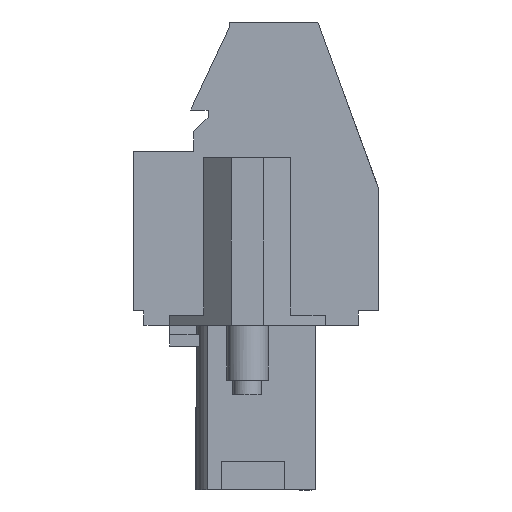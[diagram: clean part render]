
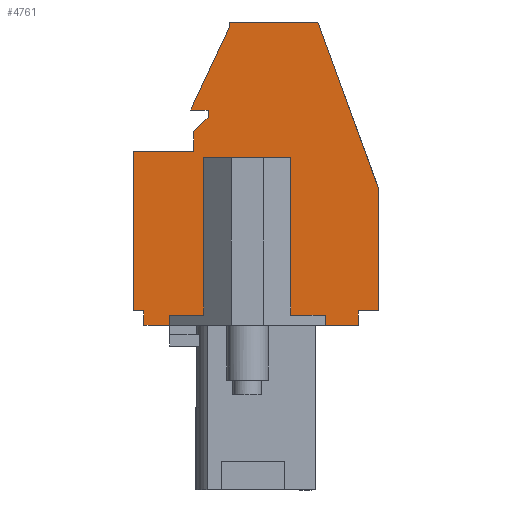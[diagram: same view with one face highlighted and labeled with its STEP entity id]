
A CAD part, left-side view. The second image highlights one B-rep face of the part: STEP entity #4761.
In plain terms, the highlighted planar face has unit normal (-1, 0, 0).
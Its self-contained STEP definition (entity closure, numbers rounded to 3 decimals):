
#1799=AXIS2_PLACEMENT_3D('Plane Axis2P3D',#1796,#1797,#1798) ;
#107=CARTESIAN_POINT('Line Origine',(3.47,1.782,7.95)) ;
#111=CARTESIAN_POINT('Vertex',(3.47,2.58,7.95)) ;
#113=CARTESIAN_POINT('Vertex',(3.47,0.983,7.95)) ;
#148=CARTESIAN_POINT('Vertex',(3.47,10.08,7.95)) ;
#151=CARTESIAN_POINT('Line Origine',(3.47,10.705,7.95)) ;
#155=CARTESIAN_POINT('Vertex',(3.47,11.33,7.95)) ;
#1796=CARTESIAN_POINT('Axis2P3D Location',(3.47,0.,0.)) ;
#4617=CARTESIAN_POINT('Line Origine',(3.47,0.983,8.3)) ;
#4621=CARTESIAN_POINT('Vertex',(3.47,0.983,8.65)) ;
#4624=CARTESIAN_POINT('Line Origine',(3.47,0.492,8.65)) ;
#4628=CARTESIAN_POINT('Vertex',(3.47,0.,8.65)) ;
#4631=CARTESIAN_POINT('Line Origine',(3.47,0.,11.611)) ;
#4635=CARTESIAN_POINT('Vertex',(3.47,0.,14.572)) ;
#4638=CARTESIAN_POINT('Line Origine',(3.47,1.461,18.586)) ;
#4642=CARTESIAN_POINT('Vertex',(3.47,2.922,22.6)) ;
#4645=CARTESIAN_POINT('Line Origine',(3.47,5.052,22.6)) ;
#4649=CARTESIAN_POINT('Vertex',(3.47,7.181,22.6)) ;
#4652=CARTESIAN_POINT('Line Origine',(3.47,7.181,22.5)) ;
#4656=CARTESIAN_POINT('Vertex',(3.47,7.181,22.4)) ;
#4659=CARTESIAN_POINT('Line Origine',(3.47,8.126,20.375)) ;
#4663=CARTESIAN_POINT('Vertex',(3.47,9.07,18.35)) ;
#4666=CARTESIAN_POINT('Line Origine',(3.47,8.65,18.35)) ;
#4670=CARTESIAN_POINT('Vertex',(3.47,8.23,18.35)) ;
#4673=CARTESIAN_POINT('Line Origine',(3.47,8.23,18.175)) ;
#4677=CARTESIAN_POINT('Vertex',(3.47,8.23,18.)) ;
#4680=CARTESIAN_POINT('Line Origine',(3.47,8.58,17.65)) ;
#4684=CARTESIAN_POINT('Vertex',(3.47,8.93,17.3)) ;
#4687=CARTESIAN_POINT('Line Origine',(3.47,8.93,16.825)) ;
#4691=CARTESIAN_POINT('Vertex',(3.47,8.93,16.35)) ;
#4694=CARTESIAN_POINT('Line Origine',(3.47,10.38,16.35)) ;
#4698=CARTESIAN_POINT('Vertex',(3.47,11.83,16.35)) ;
#4701=CARTESIAN_POINT('Line Origine',(3.47,11.83,12.5)) ;
#4705=CARTESIAN_POINT('Vertex',(3.47,11.83,8.65)) ;
#4708=CARTESIAN_POINT('Line Origine',(3.47,11.58,8.65)) ;
#4712=CARTESIAN_POINT('Vertex',(3.47,11.33,8.65)) ;
#4715=CARTESIAN_POINT('Line Origine',(3.47,11.33,8.3)) ;
#4720=CARTESIAN_POINT('Line Origine',(3.47,10.08,8.2)) ;
#4724=CARTESIAN_POINT('Vertex',(3.47,10.08,8.45)) ;
#4727=CARTESIAN_POINT('Line Origine',(3.47,6.33,8.45)) ;
#4731=CARTESIAN_POINT('Vertex',(3.47,2.58,8.45)) ;
#4734=CARTESIAN_POINT('Line Origine',(3.47,2.58,8.2)) ;
#108=DIRECTION('Vector Direction',(0.,-1.,0.)) ;
#152=DIRECTION('Vector Direction',(0.,-1.,0.)) ;
#1797=DIRECTION('Axis2P3D Direction',(-1.,0.,0.)) ;
#1798=DIRECTION('Axis2P3D XDirection',(0.,0.,1.)) ;
#4618=DIRECTION('Vector Direction',(0.,0.,1.)) ;
#4625=DIRECTION('Vector Direction',(0.,-1.,0.)) ;
#4632=DIRECTION('Vector Direction',(0.,0.,1.)) ;
#4639=DIRECTION('Vector Direction',(0.,-0.342,-0.94)) ;
#4646=DIRECTION('Vector Direction',(0.,-1.,0.)) ;
#4653=DIRECTION('Vector Direction',(0.,0.,1.)) ;
#4660=DIRECTION('Vector Direction',(0.,-0.423,0.906)) ;
#4667=DIRECTION('Vector Direction',(0.,1.,0.)) ;
#4674=DIRECTION('Vector Direction',(0.,0.,1.)) ;
#4681=DIRECTION('Vector Direction',(0.,-0.707,0.707)) ;
#4688=DIRECTION('Vector Direction',(0.,0.,1.)) ;
#4695=DIRECTION('Vector Direction',(0.,-1.,0.)) ;
#4702=DIRECTION('Vector Direction',(0.,0.,1.)) ;
#4709=DIRECTION('Vector Direction',(0.,1.,0.)) ;
#4716=DIRECTION('Vector Direction',(0.,0.,-1.)) ;
#4721=DIRECTION('Vector Direction',(0.,0.,1.)) ;
#4728=DIRECTION('Vector Direction',(0.,1.,0.)) ;
#4735=DIRECTION('Vector Direction',(0.,0.,1.)) ;
#109=VECTOR('Line Direction',#108,1.) ;
#153=VECTOR('Line Direction',#152,1.) ;
#4619=VECTOR('Line Direction',#4618,1.) ;
#4626=VECTOR('Line Direction',#4625,1.) ;
#4633=VECTOR('Line Direction',#4632,1.) ;
#4640=VECTOR('Line Direction',#4639,1.) ;
#4647=VECTOR('Line Direction',#4646,1.) ;
#4654=VECTOR('Line Direction',#4653,1.) ;
#4661=VECTOR('Line Direction',#4660,1.) ;
#4668=VECTOR('Line Direction',#4667,1.) ;
#4675=VECTOR('Line Direction',#4674,1.) ;
#4682=VECTOR('Line Direction',#4681,1.) ;
#4689=VECTOR('Line Direction',#4688,1.) ;
#4696=VECTOR('Line Direction',#4695,1.) ;
#4703=VECTOR('Line Direction',#4702,1.) ;
#4710=VECTOR('Line Direction',#4709,1.) ;
#4717=VECTOR('Line Direction',#4716,1.) ;
#4722=VECTOR('Line Direction',#4721,1.) ;
#4729=VECTOR('Line Direction',#4728,1.) ;
#4736=VECTOR('Line Direction',#4735,1.) ;
#4740=ORIENTED_EDGE('',*,*,#115,.T.) ;
#4741=ORIENTED_EDGE('',*,*,#4623,.T.) ;
#4742=ORIENTED_EDGE('',*,*,#4630,.T.) ;
#4743=ORIENTED_EDGE('',*,*,#4637,.T.) ;
#4744=ORIENTED_EDGE('',*,*,#4644,.T.) ;
#4745=ORIENTED_EDGE('',*,*,#4651,.T.) ;
#4746=ORIENTED_EDGE('',*,*,#4658,.T.) ;
#4747=ORIENTED_EDGE('',*,*,#4665,.T.) ;
#4748=ORIENTED_EDGE('',*,*,#4672,.T.) ;
#4749=ORIENTED_EDGE('',*,*,#4679,.T.) ;
#4750=ORIENTED_EDGE('',*,*,#4686,.T.) ;
#4751=ORIENTED_EDGE('',*,*,#4693,.T.) ;
#4752=ORIENTED_EDGE('',*,*,#4700,.T.) ;
#4753=ORIENTED_EDGE('',*,*,#4707,.T.) ;
#4754=ORIENTED_EDGE('',*,*,#4714,.T.) ;
#4755=ORIENTED_EDGE('',*,*,#4719,.T.) ;
#4756=ORIENTED_EDGE('',*,*,#157,.T.) ;
#4757=ORIENTED_EDGE('',*,*,#4726,.T.) ;
#4758=ORIENTED_EDGE('',*,*,#4733,.F.) ;
#4759=ORIENTED_EDGE('',*,*,#4738,.F.) ;
#4761=ADVANCED_FACE('HOUSING',(#4760),#1800,.T.) ;
#115=EDGE_CURVE('',#112,#114,#110,.T.) ;
#157=EDGE_CURVE('',#156,#149,#154,.T.) ;
#4623=EDGE_CURVE('',#114,#4622,#4620,.T.) ;
#4630=EDGE_CURVE('',#4622,#4629,#4627,.T.) ;
#4637=EDGE_CURVE('',#4629,#4636,#4634,.T.) ;
#4644=EDGE_CURVE('',#4636,#4643,#4641,.F.) ;
#4651=EDGE_CURVE('',#4643,#4650,#4648,.F.) ;
#4658=EDGE_CURVE('',#4650,#4657,#4655,.F.) ;
#4665=EDGE_CURVE('',#4657,#4664,#4662,.F.) ;
#4672=EDGE_CURVE('',#4664,#4671,#4669,.F.) ;
#4679=EDGE_CURVE('',#4671,#4678,#4676,.F.) ;
#4686=EDGE_CURVE('',#4678,#4685,#4683,.F.) ;
#4693=EDGE_CURVE('',#4685,#4692,#4690,.F.) ;
#4700=EDGE_CURVE('',#4692,#4699,#4697,.F.) ;
#4707=EDGE_CURVE('',#4699,#4706,#4704,.F.) ;
#4714=EDGE_CURVE('',#4706,#4713,#4711,.F.) ;
#4719=EDGE_CURVE('',#4713,#156,#4718,.T.) ;
#4726=EDGE_CURVE('',#149,#4725,#4723,.T.) ;
#4733=EDGE_CURVE('',#4732,#4725,#4730,.T.) ;
#4738=EDGE_CURVE('',#112,#4732,#4737,.T.) ;
#4739=EDGE_LOOP('',(#4740,#4741,#4742,#4743,#4744,#4745,#4746,#4747,#4748,#4749,#4750,#4751,#4752,#4753,#4754,#4755,#4756,#4757,#4758,#4759)) ;
#4760=FACE_OUTER_BOUND('',#4739,.T.) ;
#110=LINE('Line',#107,#109) ;
#154=LINE('Line',#151,#153) ;
#4620=LINE('Line',#4617,#4619) ;
#4627=LINE('Line',#4624,#4626) ;
#4634=LINE('Line',#4631,#4633) ;
#4641=LINE('Line',#4638,#4640) ;
#4648=LINE('Line',#4645,#4647) ;
#4655=LINE('Line',#4652,#4654) ;
#4662=LINE('Line',#4659,#4661) ;
#4669=LINE('Line',#4666,#4668) ;
#4676=LINE('Line',#4673,#4675) ;
#4683=LINE('Line',#4680,#4682) ;
#4690=LINE('Line',#4687,#4689) ;
#4697=LINE('Line',#4694,#4696) ;
#4704=LINE('Line',#4701,#4703) ;
#4711=LINE('Line',#4708,#4710) ;
#4718=LINE('Line',#4715,#4717) ;
#4723=LINE('Line',#4720,#4722) ;
#4730=LINE('Line',#4727,#4729) ;
#4737=LINE('Line',#4734,#4736) ;
#1800=PLANE('',#1799) ;
#112=VERTEX_POINT('',#111) ;
#114=VERTEX_POINT('',#113) ;
#149=VERTEX_POINT('',#148) ;
#156=VERTEX_POINT('',#155) ;
#4622=VERTEX_POINT('',#4621) ;
#4629=VERTEX_POINT('',#4628) ;
#4636=VERTEX_POINT('',#4635) ;
#4643=VERTEX_POINT('',#4642) ;
#4650=VERTEX_POINT('',#4649) ;
#4657=VERTEX_POINT('',#4656) ;
#4664=VERTEX_POINT('',#4663) ;
#4671=VERTEX_POINT('',#4670) ;
#4678=VERTEX_POINT('',#4677) ;
#4685=VERTEX_POINT('',#4684) ;
#4692=VERTEX_POINT('',#4691) ;
#4699=VERTEX_POINT('',#4698) ;
#4706=VERTEX_POINT('',#4705) ;
#4713=VERTEX_POINT('',#4712) ;
#4725=VERTEX_POINT('',#4724) ;
#4732=VERTEX_POINT('',#4731) ;
